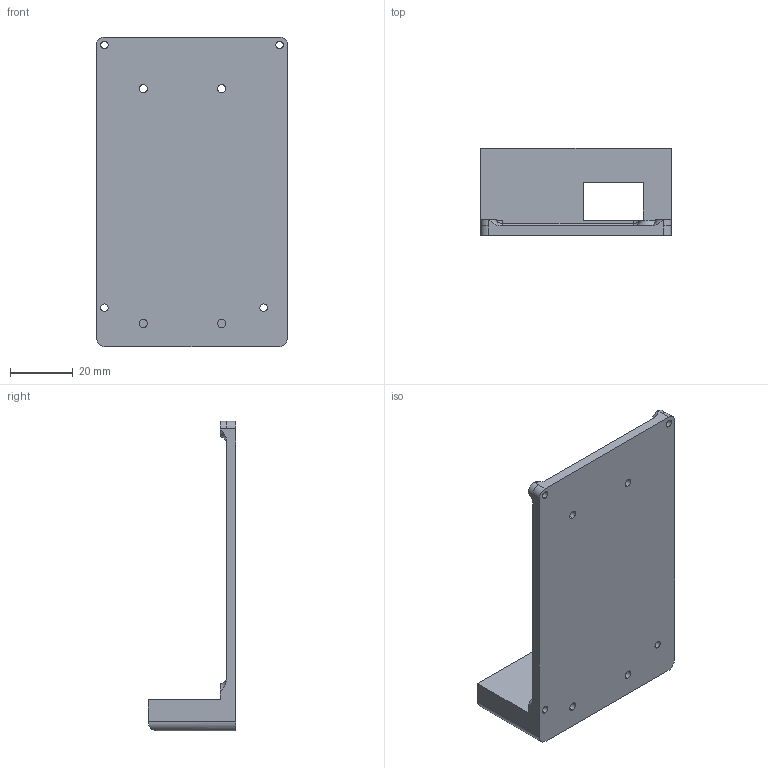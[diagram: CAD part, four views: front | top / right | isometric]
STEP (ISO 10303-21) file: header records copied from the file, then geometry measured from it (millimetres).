
FILE_DESCRIPTION (( 'STEP AP214' ), '1' );
FILE_NAME ('main_board_mount.STEP', '2024-08-16T21:30:11', ( '' ), ( '' ), 'SwSTEP 2.0', 'SolidWorks 2018', '' );
FILE_SCHEMA (( 'AUTOMOTIVE_DESIGN' ));
Length unit declared in the file: millimetre
Products named in the file (1): main_board_mount
Bounding box: 61 x 28 x 99 mm (x, y, z)
Volume: 30852.6 mm3; surface area: 16877.7 mm2
Topology: 1 solids, 1 shells, 56 faces, 150 edges, 93 vertices
Faces by surface type: cylinder 31, plane 16, torus 6, bspline 3
Entity records: 1947 total; most frequent: CARTESIAN_POINT 489, DIRECTION 306, ORIENTED_EDGE 294, EDGE_CURVE 147, AXIS2_PLACEMENT_3D 118, VERTEX_POINT 93, EDGE_LOOP 72, LINE 70
